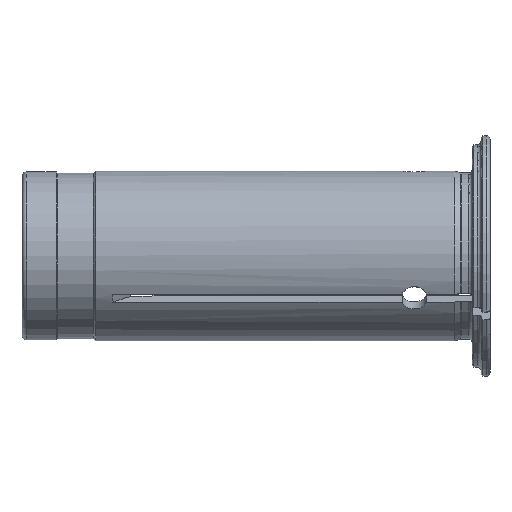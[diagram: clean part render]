
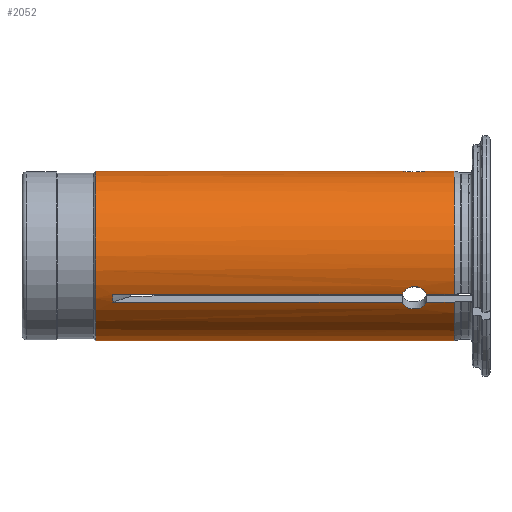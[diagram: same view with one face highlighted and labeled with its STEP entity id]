
A CAD part, top view. The second image highlights one B-rep face of the part: STEP entity #2052.
In plain terms, the highlighted cylindrical face has radius 9.525 mm (diameter 19.05 mm), a partial arc.
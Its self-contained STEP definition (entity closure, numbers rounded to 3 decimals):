
#106=CARTESIAN_POINT('',(48.5,-4.323,8.488));
#108=CARTESIAN_POINT('',(48.5,9.512,0.5));
#127=CARTESIAN_POINT('',(48.5,-5.189,7.988));
#158=DIRECTION('',(1.,0.,0.));
#159=VECTOR('',#158,32.457);
#160=CARTESIAN_POINT('',(10.182,-4.323,8.488));
#161=LINE('',#160,#159);
#162=CARTESIAN_POINT('',(10.182,-5.189,7.988));
#163=CARTESIAN_POINT('',(10.173,-5.096,8.048));
#164=CARTESIAN_POINT('',(10.162,-4.907,8.166));
#165=CARTESIAN_POINT('',(10.162,-4.619,8.332));
#166=CARTESIAN_POINT('',(10.173,-4.422,8.437));
#167=CARTESIAN_POINT('',(10.182,-4.323,8.488));
#169=DIRECTION('',(1.,0.,0.));
#170=VECTOR('',#169,32.457);
#171=CARTESIAN_POINT('',(10.182,-5.189,7.988));
#172=LINE('',#171,#170);
#173=CARTESIAN_POINT('',(45.361,-5.189,7.988));
#174=CARTESIAN_POINT('',(45.323,-5.275,7.932));
#175=CARTESIAN_POINT('',(45.228,-5.433,7.825));
#176=CARTESIAN_POINT('',(45.025,-5.637,7.679));
#177=CARTESIAN_POINT('',(44.773,-5.796,7.559));
#178=CARTESIAN_POINT('',(44.489,-5.906,7.474));
#179=CARTESIAN_POINT('',(44.173,-5.964,7.427));
#180=CARTESIAN_POINT('',(43.854,-5.966,7.425));
#181=CARTESIAN_POINT('',(43.532,-5.912,7.469));
#182=CARTESIAN_POINT('',(43.24,-5.803,7.554));
#183=CARTESIAN_POINT('',(42.982,-5.643,7.675));
#184=CARTESIAN_POINT('',(42.775,-5.437,7.822));
#185=CARTESIAN_POINT('',(42.677,-5.277,7.931));
#186=CARTESIAN_POINT('',(42.639,-5.189,7.988));
#188=DIRECTION('',(1.,0.,0.));
#189=VECTOR('',#188,3.139);
#190=CARTESIAN_POINT('',(45.361,-5.189,7.988));
#191=LINE('',#190,#189);
#192=CARTESIAN_POINT('',(48.5,0.,0.));
#193=DIRECTION('',(1.,0.,0.));
#194=DIRECTION('',(0.,-0.545,0.839));
#195=AXIS2_PLACEMENT_3D('',#192,#193,#194);
#197=CARTESIAN_POINT('',(10.182,9.512,0.5));
#198=CARTESIAN_POINT('',(10.175,9.516,0.417));
#199=CARTESIAN_POINT('',(10.166,9.523,0.25));
#200=CARTESIAN_POINT('',(10.162,9.525,0.083));
#201=CARTESIAN_POINT('',(10.162,9.525,0.));
#203=DIRECTION('',(1.,0.,0.));
#204=VECTOR('',#203,32.457);
#205=CARTESIAN_POINT('',(10.182,9.512,0.5));
#206=LINE('',#205,#204);
#207=CARTESIAN_POINT('',(45.361,9.512,0.5));
#208=CARTESIAN_POINT('',(45.323,9.506,0.603));
#209=CARTESIAN_POINT('',(45.227,9.493,0.794));
#210=CARTESIAN_POINT('',(45.025,9.469,1.043));
#211=CARTESIAN_POINT('',(44.773,9.444,1.24));
#212=CARTESIAN_POINT('',(44.489,9.425,1.378));
#213=CARTESIAN_POINT('',(44.172,9.414,1.452));
#214=CARTESIAN_POINT('',(43.854,9.413,1.455));
#215=CARTESIAN_POINT('',(43.531,9.424,1.385));
#216=CARTESIAN_POINT('',(43.24,9.443,1.249));
#217=CARTESIAN_POINT('',(42.982,9.468,1.049));
#218=CARTESIAN_POINT('',(42.775,9.493,0.798));
#219=CARTESIAN_POINT('',(42.677,9.506,0.604));
#220=CARTESIAN_POINT('',(42.639,9.512,0.5));
#222=DIRECTION('',(1.,0.,0.));
#223=VECTOR('',#222,3.139);
#224=CARTESIAN_POINT('',(45.361,9.512,0.5));
#225=LINE('',#224,#223);
#226=CARTESIAN_POINT('',(48.5,0.,0.));
#227=DIRECTION('',(1.,0.,0.));
#228=DIRECTION('',(0.,0.999,0.052));
#229=AXIS2_PLACEMENT_3D('',#226,#227,#228);
#231=DIRECTION('',(1.,0.,0.));
#232=VECTOR('',#231,3.139);
#233=CARTESIAN_POINT('',(45.361,-4.323,8.488));
#234=LINE('',#233,#232);
#235=CARTESIAN_POINT('',(42.639,-4.323,8.488));
#236=CARTESIAN_POINT('',(42.677,-4.231,8.534));
#237=CARTESIAN_POINT('',(42.772,-4.06,8.618));
#238=CARTESIAN_POINT('',(42.975,-3.832,8.721));
#239=CARTESIAN_POINT('',(43.227,-3.648,8.799));
#240=CARTESIAN_POINT('',(43.511,-3.52,8.851));
#241=CARTESIAN_POINT('',(43.827,-3.45,8.878));
#242=CARTESIAN_POINT('',(44.146,-3.447,8.879));
#243=CARTESIAN_POINT('',(44.468,-3.512,8.854));
#244=CARTESIAN_POINT('',(44.76,-3.64,8.802));
#245=CARTESIAN_POINT('',(45.018,-3.825,8.724));
#246=CARTESIAN_POINT('',(45.225,-4.055,8.62));
#247=CARTESIAN_POINT('',(45.323,-4.23,8.535));
#248=CARTESIAN_POINT('',(45.361,-4.323,8.488));
#1247=DIRECTION('',(-1.,0.,0.));
#1248=VECTOR('',#1247,1.912);
#1249=CARTESIAN_POINT('',(10.162,9.525,0.));
#1250=LINE('',#1249,#1248);
#1251=DIRECTION('',(-1.,0.,0.));
#1252=VECTOR('',#1251,40.25);
#1253=CARTESIAN_POINT('',(48.5,-9.525,0.));
#1254=LINE('',#1253,#1252);
#1434=CARTESIAN_POINT('',(8.25,0.,0.));
#1435=DIRECTION('',(1.,0.,0.));
#1436=DIRECTION('',(0.,1.,0.));
#1437=AXIS2_PLACEMENT_3D('',#1434,#1435,#1436);
#1486=CARTESIAN_POINT('',(8.25,9.525,0.));
#1488=VERTEX_POINT('',#1486);
#1502=CARTESIAN_POINT('',(48.5,-9.525,0.));
#1503=CARTESIAN_POINT('',(8.25,-9.525,0.));
#1504=VERTEX_POINT('',#1502);
#1505=VERTEX_POINT('',#1503);
#1524=VERTEX_POINT('',#108);
#1525=CARTESIAN_POINT('',(10.182,9.512,0.5));
#1526=CARTESIAN_POINT('',(42.639,9.512,0.5));
#1527=VERTEX_POINT('',#1525);
#1528=VERTEX_POINT('',#1526);
#1529=CARTESIAN_POINT('',(45.361,9.512,0.5));
#1530=VERTEX_POINT('',#1529);
#1531=VERTEX_POINT('',#201);
#1607=VERTEX_POINT('',#106);
#1608=VERTEX_POINT('',#127);
#1609=CARTESIAN_POINT('',(10.182,-4.323,8.488));
#1610=CARTESIAN_POINT('',(42.639,-4.323,8.488));
#1611=VERTEX_POINT('',#1609);
#1612=VERTEX_POINT('',#1610);
#1613=CARTESIAN_POINT('',(45.361,-4.323,8.488));
#1614=VERTEX_POINT('',#1613);
#1615=CARTESIAN_POINT('',(10.182,-5.189,7.988));
#1616=CARTESIAN_POINT('',(42.639,-5.189,7.988));
#1617=VERTEX_POINT('',#1615);
#1618=VERTEX_POINT('',#1616);
#1619=CARTESIAN_POINT('',(45.361,-5.189,7.988));
#1620=VERTEX_POINT('',#1619);
#2019=CARTESIAN_POINT('',(-2.625,0.,0.));
#2020=DIRECTION('',(1.,0.,0.));
#2021=DIRECTION('',(0.,-1.,0.));
#2022=AXIS2_PLACEMENT_3D('',#2019,#2020,#2021);
#2023=CYLINDRICAL_SURFACE('',#2022,9.525);
#2024=ORIENTED_EDGE('',*,*,#1851,.F.);
#2026=ORIENTED_EDGE('',*,*,#2025,.F.);
#2028=ORIENTED_EDGE('',*,*,#2027,.T.);
#2030=ORIENTED_EDGE('',*,*,#2029,.F.);
#2032=ORIENTED_EDGE('',*,*,#2031,.T.);
#2033=ORIENTED_EDGE('',*,*,#1996,.T.);
#2035=ORIENTED_EDGE('',*,*,#2034,.T.);
#2037=ORIENTED_EDGE('',*,*,#2036,.F.);
#2039=ORIENTED_EDGE('',*,*,#2038,.F.);
#2041=ORIENTED_EDGE('',*,*,#2040,.F.);
#2042=ORIENTED_EDGE('',*,*,#1959,.T.);
#2044=ORIENTED_EDGE('',*,*,#2043,.F.);
#2045=ORIENTED_EDGE('',*,*,#1918,.T.);
#2046=ORIENTED_EDGE('',*,*,#1980,.T.);
#2047=ORIENTED_EDGE('',*,*,#1839,.F.);
#2049=ORIENTED_EDGE('',*,*,#2048,.F.);
#2050=EDGE_LOOP('',(#2024,#2026,#2028,#2030,#2032,#2033,#2035,#2037,#2039,#2041,
#2042,#2044,#2045,#2046,#2047,#2049));
#2051=FACE_OUTER_BOUND('',#2050,.F.);
#2052=ADVANCED_FACE('',(#2051),#2023,.T.);
#168=B_SPLINE_CURVE_WITH_KNOTS('',3,(#162,#163,#164,#165,#166,#167),
.UNSPECIFIED.,.F.,.F.,(4,1,1,4),(0.,0.333,0.667,1.),
.UNSPECIFIED.);
#187=B_SPLINE_CURVE_WITH_KNOTS('',3,(#173,#174,#175,#176,#177,#178,#179,#180,
#181,#182,#183,#184,#185,#186),.UNSPECIFIED.,.F.,.F.,(4,1,1,1,1,1,1,1,1,1,1,4),(
0.,0.091,0.182,0.273,0.364,
0.455,0.545,0.636,0.727,
0.818,0.909,1.),.UNSPECIFIED.);
#196=CIRCLE('',#195,9.525);
#202=B_SPLINE_CURVE_WITH_KNOTS('',3,(#197,#198,#199,#200,#201),.UNSPECIFIED.,
.F.,.F.,(4,1,4),(0.,0.5,1.),.UNSPECIFIED.);
#221=B_SPLINE_CURVE_WITH_KNOTS('',3,(#207,#208,#209,#210,#211,#212,#213,#214,
#215,#216,#217,#218,#219,#220),.UNSPECIFIED.,.F.,.F.,(4,1,1,1,1,1,1,1,1,1,1,4),(
0.,0.091,0.182,0.273,0.364,
0.455,0.545,0.636,0.727,
0.818,0.909,1.),.UNSPECIFIED.);
#230=CIRCLE('',#229,9.525);
#249=B_SPLINE_CURVE_WITH_KNOTS('',3,(#235,#236,#237,#238,#239,#240,#241,#242,
#243,#244,#245,#246,#247,#248),.UNSPECIFIED.,.F.,.F.,(4,1,1,1,1,1,1,1,1,1,1,4),(
0.,0.091,0.182,0.273,0.364,
0.455,0.545,0.636,0.727,
0.818,0.909,1.),.UNSPECIFIED.);
#1438=CIRCLE('',#1437,9.525);
#1839=EDGE_CURVE('',#1614,#1607,#234,.T.);
#1851=EDGE_CURVE('',#1611,#1612,#161,.T.);
#1918=EDGE_CURVE('',#1530,#1524,#225,.T.);
#1959=EDGE_CURVE('',#1527,#1528,#206,.T.);
#1980=EDGE_CURVE('',#1524,#1607,#230,.T.);
#1996=EDGE_CURVE('',#1608,#1504,#196,.T.);
#2025=EDGE_CURVE('',#1617,#1611,#168,.T.);
#2027=EDGE_CURVE('',#1617,#1618,#172,.T.);
#2029=EDGE_CURVE('',#1620,#1618,#187,.T.);
#2031=EDGE_CURVE('',#1620,#1608,#191,.T.);
#2034=EDGE_CURVE('',#1504,#1505,#1254,.T.);
#2036=EDGE_CURVE('',#1488,#1505,#1438,.T.);
#2038=EDGE_CURVE('',#1531,#1488,#1250,.T.);
#2040=EDGE_CURVE('',#1527,#1531,#202,.T.);
#2043=EDGE_CURVE('',#1530,#1528,#221,.T.);
#2048=EDGE_CURVE('',#1612,#1614,#249,.T.);
